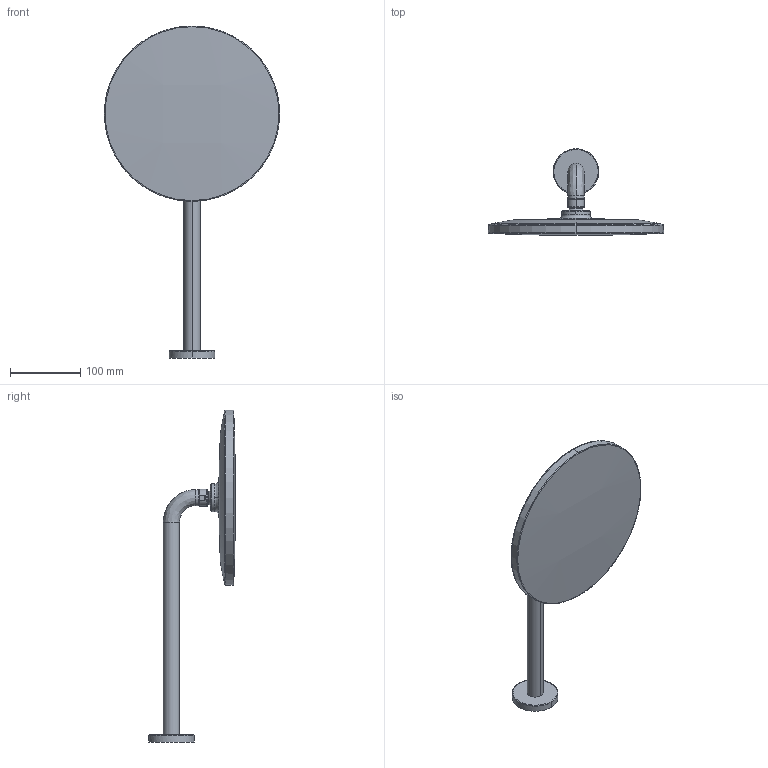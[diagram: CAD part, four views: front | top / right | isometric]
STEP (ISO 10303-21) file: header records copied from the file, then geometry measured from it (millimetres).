
FILE_DESCRIPTION (( 'STEP AP203' ), '1' );
FILE_NAME ('4426020033(2023).STEP', '2023-02-28T12:16:08', ( '' ), ( '' ), 'SwSTEP 2.0', 'SolidWorks 2016', '' );
FILE_SCHEMA (( 'CONFIG_CONTROL_DESIGN' ));
Length unit declared in the file: millimetre
Products named in the file (1): 4426020033(2023)
Bounding box: 249.98 x 123.79 x 473.49 mm (x, y, z)
Volume: 1174342.6 mm3; surface area: 144728.8 mm2
Topology: 1 solids, 1 shells, 79 faces, 180 edges, 109 vertices
Faces by surface type: bspline 43, cylinder 16, plane 9, cone 7, torus 4
Entity records: 4545 total; most frequent: CARTESIAN_POINT 2898, ORIENTED_EDGE 360, DIRECTION 287, EDGE_CURVE 180, AXIS2_PLACEMENT_3D 126, VERTEX_POINT 109, CIRCLE 89, EDGE_LOOP 85
